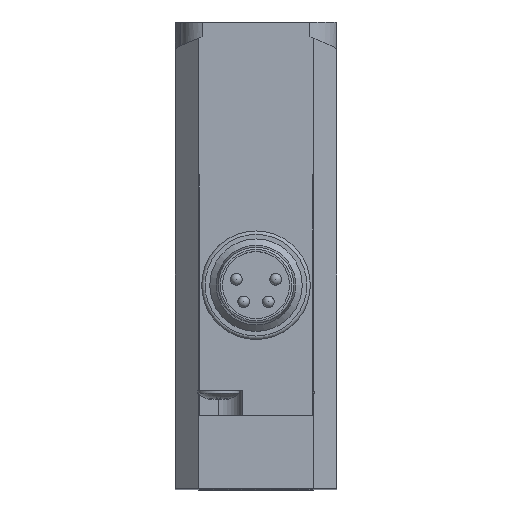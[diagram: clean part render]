
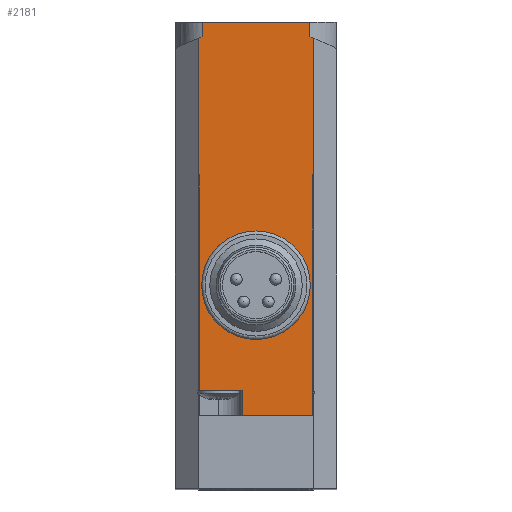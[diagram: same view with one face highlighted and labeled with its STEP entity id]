
A CAD part, top view. The second image highlights one B-rep face of the part: STEP entity #2181.
In plain terms, the highlighted face is planar.
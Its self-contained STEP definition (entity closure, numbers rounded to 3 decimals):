
#88=PLANE('',#2412);
#214=CIRCLE('',#2407,15.);
#215=CIRCLE('',#2408,15.);
#217=CIRCLE('',#2413,4.7);
#515=ORIENTED_EDGE('',*,*,#1022,.F.);
#516=ORIENTED_EDGE('',*,*,#994,.T.);
#517=ORIENTED_EDGE('',*,*,#1023,.T.);
#518=ORIENTED_EDGE('',*,*,#1024,.F.);
#519=ORIENTED_EDGE('',*,*,#983,.T.);
#520=ORIENTED_EDGE('',*,*,#1003,.T.);
#521=ORIENTED_EDGE('',*,*,#1025,.T.);
#522=ORIENTED_EDGE('',*,*,#1026,.F.);
#523=ORIENTED_EDGE('',*,*,#1013,.T.);
#524=ORIENTED_EDGE('',*,*,#1027,.T.);
#525=ORIENTED_EDGE('',*,*,#1028,.F.);
#526=ORIENTED_EDGE('',*,*,#1029,.F.);
#527=ORIENTED_EDGE('',*,*,#1009,.T.);
#528=ORIENTED_EDGE('',*,*,#1030,.T.);
#529=ORIENTED_EDGE('',*,*,#1031,.T.);
#983=EDGE_CURVE('',#1251,#1252,#1404,.T.);
#994=EDGE_CURVE('',#1263,#1261,#1413,.T.);
#1003=EDGE_CURVE('',#1252,#1270,#1422,.T.);
#1009=EDGE_CURVE('',#1275,#1276,#214,.F.);
#1013=EDGE_CURVE('',#1280,#1279,#215,.F.);
#1022=EDGE_CURVE('',#1288,#1288,#217,.F.);
#1023=EDGE_CURVE('',#1261,#1289,#1432,.T.);
#1024=EDGE_CURVE('',#1251,#1289,#1433,.T.);
#1025=EDGE_CURVE('',#1270,#1290,#1434,.T.);
#1026=EDGE_CURVE('',#1280,#1290,#1435,.T.);
#1027=EDGE_CURVE('',#1279,#1291,#1436,.T.);
#1028=EDGE_CURVE('',#1292,#1291,#1437,.T.);
#1029=EDGE_CURVE('',#1275,#1292,#1438,.T.);
#1030=EDGE_CURVE('',#1276,#1293,#1439,.T.);
#1031=EDGE_CURVE('',#1293,#1263,#1440,.T.);
#1251=VERTEX_POINT('',#3662);
#1252=VERTEX_POINT('',#3663);
#1261=VERTEX_POINT('',#3683);
#1263=VERTEX_POINT('',#3686);
#1270=VERTEX_POINT('',#3702);
#1275=VERTEX_POINT('',#3716);
#1276=VERTEX_POINT('',#3717);
#1279=VERTEX_POINT('',#3731);
#1280=VERTEX_POINT('',#3733);
#1288=VERTEX_POINT('',#3763);
#1289=VERTEX_POINT('',#3765);
#1290=VERTEX_POINT('',#3768);
#1291=VERTEX_POINT('',#3771);
#1292=VERTEX_POINT('',#3773);
#1293=VERTEX_POINT('',#3776);
#1404=LINE('',#3661,#1531);
#1413=LINE('',#3685,#1540);
#1422=LINE('',#3703,#1549);
#1432=LINE('',#3764,#1559);
#1433=LINE('',#3766,#1560);
#1434=LINE('',#3767,#1561);
#1435=LINE('',#3769,#1562);
#1436=LINE('',#3770,#1563);
#1437=LINE('',#3772,#1564);
#1438=LINE('',#3774,#1565);
#1439=LINE('',#3775,#1566);
#1440=LINE('',#3777,#1567);
#1531=VECTOR('',#2807,1000.);
#1540=VECTOR('',#2822,1000.);
#1549=VECTOR('',#2833,1000.);
#1559=VECTOR('',#2865,1000.);
#1560=VECTOR('',#2866,1000.);
#1561=VECTOR('',#2867,1000.);
#1562=VECTOR('',#2868,1000.);
#1563=VECTOR('',#2869,1000.);
#1564=VECTOR('',#2870,1000.);
#1565=VECTOR('',#2871,1000.);
#1566=VECTOR('',#2872,1000.);
#1567=VECTOR('',#2873,1000.);
#1713=EDGE_LOOP('',(#515));
#1714=EDGE_LOOP('',(#516,#517,#518,#519,#520,#521,#522,#523,#524,#525,#526,
#527,#528,#529));
#1931=FACE_BOUND('',#1713,.T.);
#1932=FACE_BOUND('',#1714,.T.);
#2181=ADVANCED_FACE('',(#1931,#1932),#88,.F.);
#2407=AXIS2_PLACEMENT_3D('',#3715,#2845,#2846);
#2408=AXIS2_PLACEMENT_3D('',#3732,#2849,#2850);
#2412=AXIS2_PLACEMENT_3D('',#3761,#2861,#2862);
#2413=AXIS2_PLACEMENT_3D('',#3762,#2863,#2864);
#2807=DIRECTION('',(0.,0.,1.));
#2822=DIRECTION('',(0.,-1.,0.));
#2833=DIRECTION('',(0.,1.,0.));
#2845=DIRECTION('',(1.,0.,0.));
#2846=DIRECTION('',(0.,0.,-1.));
#2849=DIRECTION('',(1.,0.,0.));
#2850=DIRECTION('',(0.,0.,-1.));
#2861=DIRECTION('',(1.,0.,0.));
#2862=DIRECTION('',(0.,0.,-1.));
#2863=DIRECTION('',(1.,0.,0.));
#2864=DIRECTION('',(0.,0.,-1.));
#2865=DIRECTION('',(0.,0.,1.));
#2866=DIRECTION('',(0.,1.,0.));
#2867=DIRECTION('',(0.,0.,1.));
#2868=DIRECTION('',(0.,-1.,0.));
#2869=DIRECTION('',(0.,1.,0.));
#2870=DIRECTION('',(0.,0.,1.));
#2871=DIRECTION('',(0.,1.,0.));
#2872=DIRECTION('',(0.,-1.,0.));
#2873=DIRECTION('',(0.,0.,1.));
#3661=CARTESIAN_POINT('',(0.,6.3,-4.9));
#3662=CARTESIAN_POINT('',(0.,6.3,-1.15));
#3663=CARTESIAN_POINT('',(0.,6.3,4.9));
#3683=CARTESIAN_POINT('',(0.,8.4,-4.9));
#3685=CARTESIAN_POINT('',(0.,27.1,-4.9));
#3686=CARTESIAN_POINT('',(0.,27.1,-4.9));
#3702=CARTESIAN_POINT('',(0.,27.1,4.9));
#3703=CARTESIAN_POINT('',(0.,6.3,4.9));
#3715=CARTESIAN_POINT('',(0.,24.8,0.));
#3716=CARTESIAN_POINT('',(0.,39.061,-4.65));
#3717=CARTESIAN_POINT('',(0.,38.942,-5.));
#3731=CARTESIAN_POINT('',(0.,39.061,4.65));
#3732=CARTESIAN_POINT('',(0.,24.8,0.));
#3733=CARTESIAN_POINT('',(0.,38.942,5.));
#3761=CARTESIAN_POINT('',(0.,40.3,-5.));
#3762=CARTESIAN_POINT('',(0.,17.55,0.));
#3763=CARTESIAN_POINT('',(0.,17.55,-4.7));
#3764=CARTESIAN_POINT('',(0.,8.4,-5.));
#3765=CARTESIAN_POINT('',(0.,8.4,-1.15));
#3766=CARTESIAN_POINT('',(0.,6.3,-1.15));
#3767=CARTESIAN_POINT('',(0.,27.1,4.9));
#3768=CARTESIAN_POINT('',(0.,27.1,5.));
#3769=CARTESIAN_POINT('',(0.,40.3,5.));
#3770=CARTESIAN_POINT('',(0.,35.3,4.65));
#3771=CARTESIAN_POINT('',(0.,40.3,4.65));
#3772=CARTESIAN_POINT('',(0.,40.3,-4.65));
#3773=CARTESIAN_POINT('',(0.,40.3,-4.65));
#3774=CARTESIAN_POINT('',(0.,35.3,-4.65));
#3775=CARTESIAN_POINT('',(0.,40.3,-5.));
#3776=CARTESIAN_POINT('',(0.,27.1,-5.));
#3777=CARTESIAN_POINT('',(0.,27.1,-7.));
